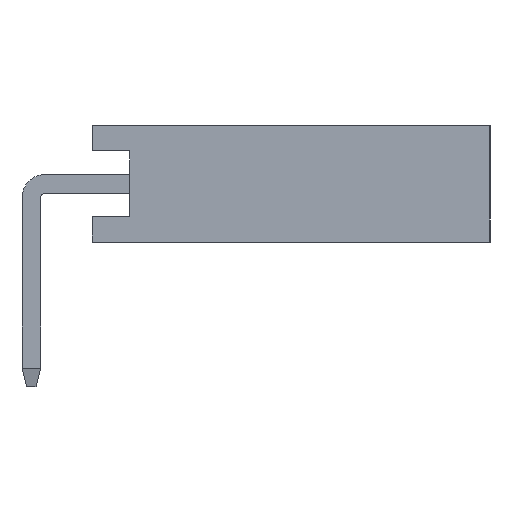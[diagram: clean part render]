
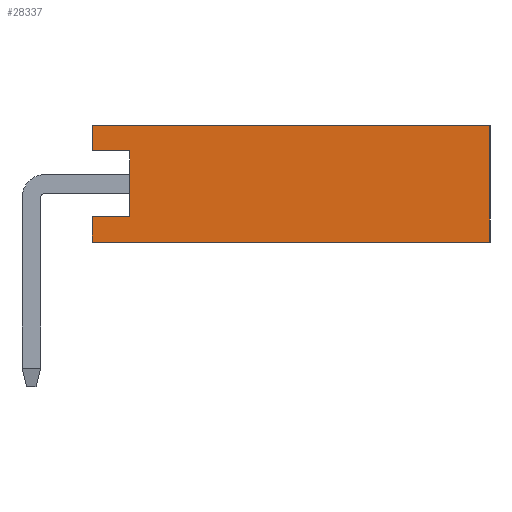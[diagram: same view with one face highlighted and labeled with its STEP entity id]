
A CAD part, left-side view. The second image highlights one B-rep face of the part: STEP entity #28337.
In plain terms, the highlighted planar face has unit normal (-1, 0, 0).
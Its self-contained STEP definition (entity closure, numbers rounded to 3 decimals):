
#5088=ORIENTED_EDGE('',*,*,#8766,.F.);
#5089=ORIENTED_EDGE('',*,*,#8061,.F.);
#5090=ORIENTED_EDGE('',*,*,#8056,.F.);
#5091=ORIENTED_EDGE('',*,*,#8053,.T.);
#5092=ORIENTED_EDGE('',*,*,#8052,.T.);
#5093=ORIENTED_EDGE('',*,*,#8047,.F.);
#5094=ORIENTED_EDGE('',*,*,#8771,.F.);
#5095=ORIENTED_EDGE('',*,*,#8773,.F.);
#8047=EDGE_CURVE('',#10284,#10286,#12527,.T.);
#8052=EDGE_CURVE('',#10289,#10286,#12532,.T.);
#8053=EDGE_CURVE('',#10290,#10289,#12533,.T.);
#8056=EDGE_CURVE('',#10290,#10292,#12536,.T.);
#8061=EDGE_CURVE('',#10292,#10294,#12541,.T.);
#8766=EDGE_CURVE('',#10294,#10768,#13154,.T.);
#8771=EDGE_CURVE('',#10771,#10284,#13159,.T.);
#8773=EDGE_CURVE('',#10768,#10771,#13161,.T.);
#10284=VERTEX_POINT('',#39808);
#10286=VERTEX_POINT('',#39811);
#10289=VERTEX_POINT('',#39818);
#10290=VERTEX_POINT('',#39823);
#10292=VERTEX_POINT('',#39829);
#10294=VERTEX_POINT('',#39835);
#10768=VERTEX_POINT('',#41251);
#10771=VERTEX_POINT('',#41261);
#12527=LINE('',#39810,#15119);
#12532=LINE('',#39820,#15124);
#12533=LINE('',#39822,#15125);
#12536=LINE('',#39828,#15128);
#12541=LINE('',#39838,#15133);
#13154=LINE('',#41250,#15746);
#13159=LINE('',#41260,#15751);
#13161=LINE('',#41264,#15753);
#15119=VECTOR('',#32951,1000.);
#15124=VECTOR('',#32958,1000.);
#15125=VECTOR('',#32961,1000.);
#15128=VECTOR('',#32966,1000.);
#15133=VECTOR('',#32973,1000.);
#15746=VECTOR('',#34240,1000.);
#15751=VECTOR('',#34249,1000.);
#15753=VECTOR('',#34253,1000.);
#17027=EDGE_LOOP('',(#5088,#5089,#5090,#5091,#5092,#5093,#5094,#5095));
#18213=FACE_BOUND('',#17027,.T.);
#19233=PLANE('',#29622);
#28337=ADVANCED_FACE('',(#18213),#19233,.F.);
#29622=AXIS2_PLACEMENT_3D('',#41263,#34251,#34252);
#32951=DIRECTION('',(0.,1.,0.));
#32958=DIRECTION('',(0.,0.,-1.));
#32961=DIRECTION('',(0.,1.,0.));
#32966=DIRECTION('',(0.,0.,-1.));
#32973=DIRECTION('',(0.,1.,0.));
#34240=DIRECTION('',(0.,0.,1.));
#34249=DIRECTION('',(0.,0.,-1.));
#34251=DIRECTION('',(1.,0.,0.));
#34252=DIRECTION('',(0.,0.,-1.));
#34253=DIRECTION('',(0.,1.,0.));
#39808=CARTESIAN_POINT('',(-30.73,0.7,-4.25));
#39810=CARTESIAN_POINT('',(-30.73,-1.25,-4.25));
#39811=CARTESIAN_POINT('',(-30.73,1.25,-4.25));
#39818=CARTESIAN_POINT('',(-30.73,1.25,4.25));
#39820=CARTESIAN_POINT('',(-30.73,1.25,4.25));
#39822=CARTESIAN_POINT('',(-30.73,-1.25,4.25));
#39823=CARTESIAN_POINT('',(-30.73,-1.25,4.25));
#39828=CARTESIAN_POINT('',(-30.73,-1.25,4.25));
#39829=CARTESIAN_POINT('',(-30.73,-1.25,-4.25));
#39835=CARTESIAN_POINT('',(-30.73,-0.7,-4.25));
#39838=CARTESIAN_POINT('',(-30.73,-1.25,-4.25));
#41250=CARTESIAN_POINT('',(-30.73,-0.7,4.25));
#41251=CARTESIAN_POINT('',(-30.73,-0.7,-3.45));
#41260=CARTESIAN_POINT('',(-30.73,0.7,4.25));
#41261=CARTESIAN_POINT('',(-30.73,0.7,-3.45));
#41263=CARTESIAN_POINT('',(-30.73,-1.25,4.25));
#41264=CARTESIAN_POINT('',(-30.73,-1.25,-3.45));
